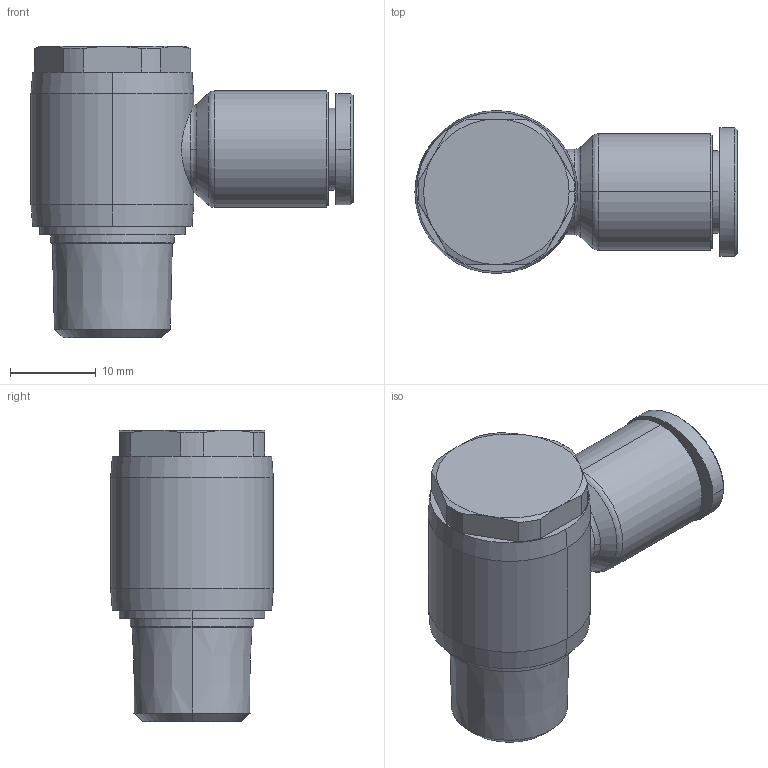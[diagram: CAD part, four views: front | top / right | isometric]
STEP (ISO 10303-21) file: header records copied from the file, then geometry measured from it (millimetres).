
FILE_DESCRIPTION (( 'STEP AP214' ), '1' );
FILE_NAME ('PH08-02.stp', '2015-08-28T09:54:34', ( '' ), ( '' ), 'SwSTEP 2.0', 'SolidWorks 2015', '' );
FILE_SCHEMA (( 'AUTOMOTIVE_DESIGN' ));
Length unit declared in the file: millimetre
Products named in the file (2): PH08-02; ｦ+ﾃｦ1
Assembly tree (1 placements, depth 2):
  PH08-02
    ｦ+ﾃｦ1
Bounding box: 37.6 x 19 x 34 mm (x, y, z)
Volume: 7973.6 mm3; surface area: 4543 mm2
Topology: 1 solids, 1 shells, 443 faces, 1230 edges, 812 vertices
Faces by surface type: plane 349, bspline 32, cylinder 31, cone 29, torus 2
Entity records: 15626 total; most frequent: CARTESIAN_POINT 3794, ORIENTED_EDGE 2456, DIRECTION 2075, EDGE_CURVE 1228, LINE 1031, VECTOR 1031, VERTEX_POINT 812, AXIS2_PLACEMENT_3D 522
